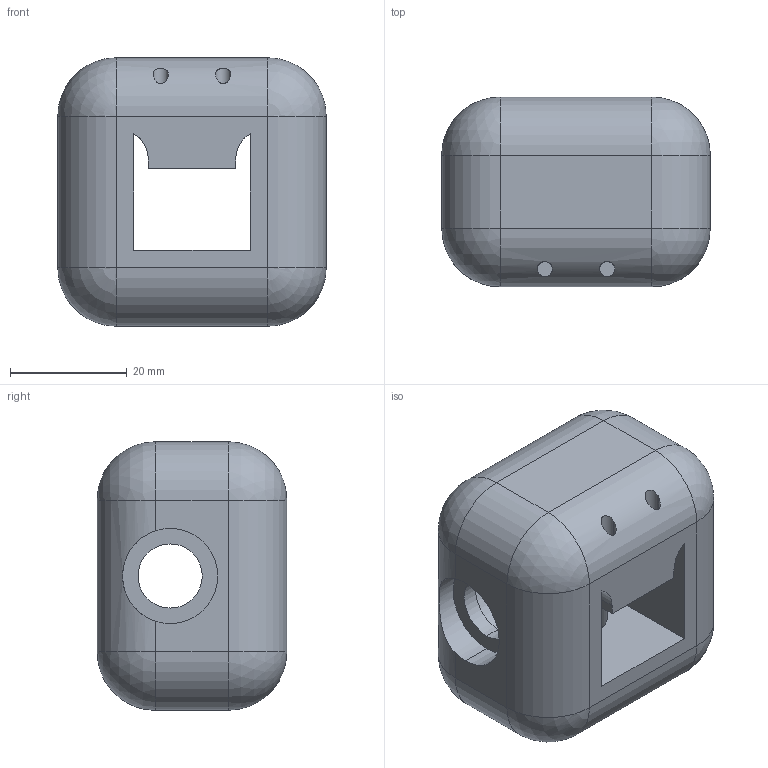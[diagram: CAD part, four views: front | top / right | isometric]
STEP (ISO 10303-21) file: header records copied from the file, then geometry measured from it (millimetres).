
FILE_DESCRIPTION (( 'STEP AP203' ), '1' );
FILE_NAME ('Pointer_Default_sldprt.STEP', '2023-07-25T20:25:44', ( '' ), ( '' ), 'SwSTEP 2.0', 'SolidWorks 2020', '' );
FILE_SCHEMA (( 'CONFIG_CONTROL_DESIGN' ));
Length unit declared in the file: millimetre
Products named in the file (1): Pointer_Default_sldprt
Bounding box: 46 x 32.5 x 46 mm (x, y, z)
Volume: 39962.4 mm3; surface area: 11449.1 mm2
Topology: 1 solids, 1 shells, 65 faces, 164 edges, 96 vertices
Faces by surface type: cylinder 37, plane 20, sphere 8
Entity records: 2195 total; most frequent: CARTESIAN_POINT 545, DIRECTION 348, ORIENTED_EDGE 312, EDGE_CURVE 156, AXIS2_PLACEMENT_3D 137, VERTEX_POINT 96, EDGE_LOOP 80, VECTOR 74
